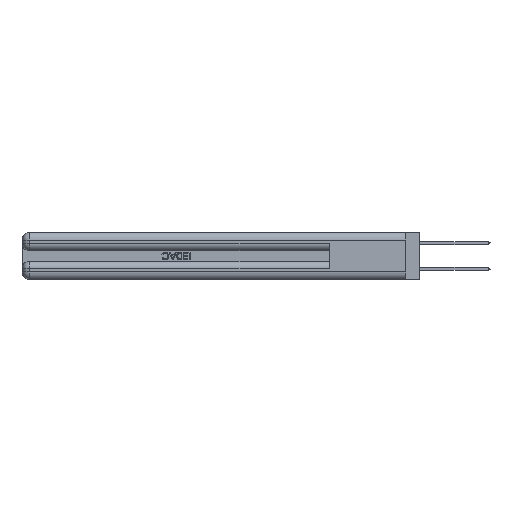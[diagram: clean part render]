
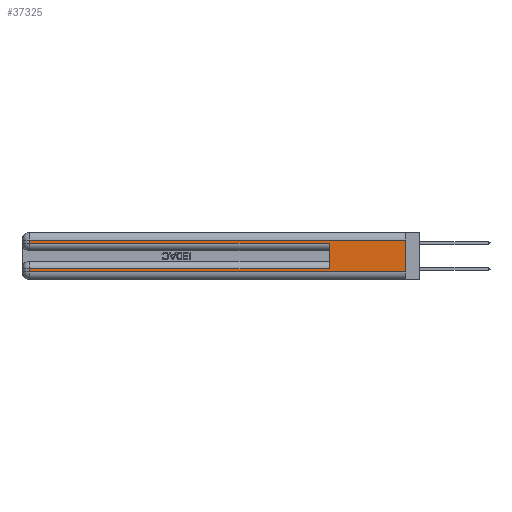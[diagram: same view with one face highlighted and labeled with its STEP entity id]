
A CAD part, left-side view. The second image highlights one B-rep face of the part: STEP entity #37325.
In plain terms, the highlighted planar face has unit normal (-1, 0, 0).
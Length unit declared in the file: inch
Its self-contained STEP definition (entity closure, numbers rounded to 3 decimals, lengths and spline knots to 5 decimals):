
#1970 = CARTESIAN_POINT ( 'NONE',  ( 0., 0., 0.285 ) ) ;
#2459 = CARTESIAN_POINT ( 'NONE',  ( 0., 0., 0.085 ) ) ;
#2837 = LINE ( 'NONE', #1970, #22028 ) ;
#3817 = ORIENTED_EDGE ( 'NONE', *, *, #48091, .F. ) ;
#4028 = CARTESIAN_POINT ( 'NONE',  ( 0., 0.6, 0.285 ) ) ;
#5134 = VERTEX_POINT ( 'NONE', #27326 ) ;
#5719 = DIRECTION ( 'NONE',  ( 0., -1., 0. ) ) ;
#6279 = LINE ( 'NONE', #28565, #26586 ) ;
#7581 = ORIENTED_EDGE ( 'NONE', *, *, #33374, .T. ) ;
#8304 = CARTESIAN_POINT ( 'NONE',  ( 0., 2.94, 0.085 ) ) ;
#8942 = EDGE_CURVE ( 'NONE', #33156, #35555, #30963, .T. ) ;
#9577 = CARTESIAN_POINT ( 'NONE',  ( 0., 2.94, 0.31 ) ) ;
#10326 = VERTEX_POINT ( 'NONE', #44587 ) ;
#12252 = EDGE_CURVE ( 'NONE', #41310, #15714, #44345, .T. ) ;
#12841 = CARTESIAN_POINT ( 'NONE',  ( 0., 0., 0.31 ) ) ;
#13964 = VECTOR ( 'NONE', #25465, 39.37008 ) ;
#15714 = VERTEX_POINT ( 'NONE', #8304 ) ;
#16402 = LINE ( 'NONE', #40403, #13964 ) ;
#16518 = PLANE ( 'NONE',  #20695 ) ;
#17922 = DIRECTION ( 'NONE',  ( 0., 1., 0. ) ) ;
#18022 = CARTESIAN_POINT ( 'NONE',  ( 0., 0.6, 0.085 ) ) ;
#18885 = ORIENTED_EDGE ( 'NONE', *, *, #12252, .T. ) ;
#19596 = CARTESIAN_POINT ( 'NONE',  ( 0., 0., 0.37 ) ) ;
#19722 = VECTOR ( 'NONE', #44217, 39.37008 ) ;
#20288 = FACE_OUTER_BOUND ( 'NONE', #21484, .T. ) ;
#20336 = DIRECTION ( 'NONE',  ( 1., 0., 0. ) ) ;
#20591 = VECTOR ( 'NONE', #17922, 39.37008 ) ;
#20695 = AXIS2_PLACEMENT_3D ( 'NONE', #35380, #20336, #46836 ) ;
#21484 = EDGE_LOOP ( 'NONE', ( #23971, #43680, #32531, #30447, #3817, #18885, #7581, #28547 ) ) ;
#21494 = DIRECTION ( 'NONE',  ( 0., 0., 1. ) ) ;
#22028 = VECTOR ( 'NONE', #40159, 39.37008 ) ;
#23971 = ORIENTED_EDGE ( 'NONE', *, *, #24522, .F. ) ;
#24522 = EDGE_CURVE ( 'NONE', #33156, #10326, #25869, .T. ) ;
#24771 = CARTESIAN_POINT ( 'NONE',  ( 0., 2.94, 0.37 ) ) ;
#25465 = DIRECTION ( 'NONE',  ( 0., 0., -1. ) ) ;
#25869 = LINE ( 'NONE', #19596, #44897 ) ;
#26586 = VECTOR ( 'NONE', #5719, 39.37008 ) ;
#27055 = VECTOR ( 'NONE', #21494, 39.37008 ) ;
#27326 = CARTESIAN_POINT ( 'NONE',  ( 0., 2.94, 0.06 ) ) ;
#28187 = LINE ( 'NONE', #24771, #47158 ) ;
#28547 = ORIENTED_EDGE ( 'NONE', *, *, #39877, .T. ) ;
#28564 = DIRECTION ( 'NONE',  ( 0., 0., -1. ) ) ;
#28565 = CARTESIAN_POINT ( 'NONE',  ( 0., 0., 0.06 ) ) ;
#29346 = CARTESIAN_POINT ( 'NONE',  ( 0., 2.94, 0.285 ) ) ;
#30447 = ORIENTED_EDGE ( 'NONE', *, *, #38189, .T. ) ;
#30963 = LINE ( 'NONE', #32725, #19722 ) ;
#32531 = ORIENTED_EDGE ( 'NONE', *, *, #48530, .T. ) ;
#32725 = CARTESIAN_POINT ( 'NONE',  ( 0., 0., 0.31 ) ) ;
#33156 = VERTEX_POINT ( 'NONE', #12841 ) ;
#33374 = EDGE_CURVE ( 'NONE', #15714, #5134, #16402, .T. ) ;
#35380 = CARTESIAN_POINT ( 'NONE',  ( 0., 0., 0.37 ) ) ;
#35555 = VERTEX_POINT ( 'NONE', #9577 ) ;
#37325 = ADVANCED_FACE ( 'NONE', ( #20288 ), #16518, .F. ) ;
#38189 = EDGE_CURVE ( 'NONE', #38706, #44634, #2837, .T. ) ;
#38706 = VERTEX_POINT ( 'NONE', #29346 ) ;
#39557 = LINE ( 'NONE', #40399, #27055 ) ;
#39877 = EDGE_CURVE ( 'NONE', #5134, #10326, #6279, .T. ) ;
#40159 = DIRECTION ( 'NONE',  ( 0., -1., 0. ) ) ;
#40399 = CARTESIAN_POINT ( 'NONE',  ( 0., 0.6, 0.145 ) ) ;
#40403 = CARTESIAN_POINT ( 'NONE',  ( 0., 2.94, 0.37 ) ) ;
#41310 = VERTEX_POINT ( 'NONE', #18022 ) ;
#42330 = DIRECTION ( 'NONE',  ( 0., 0., -1. ) ) ;
#43680 = ORIENTED_EDGE ( 'NONE', *, *, #8942, .T. ) ;
#44217 = DIRECTION ( 'NONE',  ( 0., 1., 0. ) ) ;
#44345 = LINE ( 'NONE', #2459, #20591 ) ;
#44587 = CARTESIAN_POINT ( 'NONE',  ( 0., 0., 0.06 ) ) ;
#44634 = VERTEX_POINT ( 'NONE', #4028 ) ;
#44897 = VECTOR ( 'NONE', #42330, 39.37008 ) ;
#46836 = DIRECTION ( 'NONE',  ( 0., 0., -1. ) ) ;
#47158 = VECTOR ( 'NONE', #28564, 39.37008 ) ;
#48091 = EDGE_CURVE ( 'NONE', #41310, #44634, #39557, .T. ) ;
#48530 = EDGE_CURVE ( 'NONE', #35555, #38706, #28187, .T. ) ;
